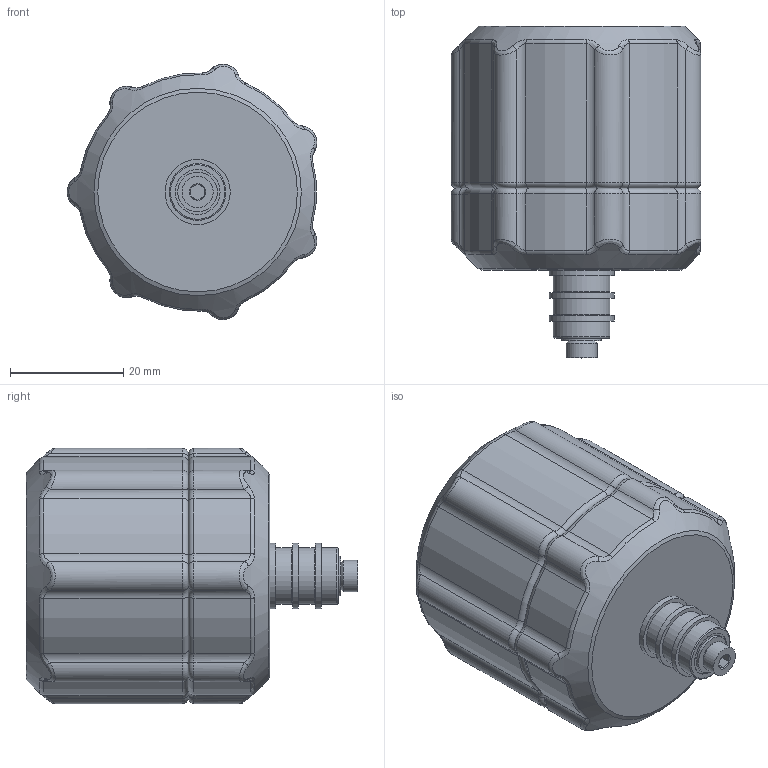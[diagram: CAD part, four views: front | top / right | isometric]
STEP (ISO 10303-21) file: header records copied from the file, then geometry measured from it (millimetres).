
FILE_DESCRIPTION(/* description */ ('STEP AP214'),/* implementation_level */ '2;1');
FILE_NAME(/* name */ 'F623_Bearing_Packer.step',/* time_stamp */ '2024-10-31T15:22:50Z',/* author */ (''),/* organization */ (''),/* preprocessor_version */ 'ST-DEVELOPER v20',/* originating_system */ 'Autodesk Translation Framework v13.20.0.188',/* authorisation */ '');
FILE_SCHEMA (('AUTOMOTIVE_DESIGN { 1 0 10303 214 3 1 1 }'));
Length unit declared in the file: millimetre
Products named in the file (10): Bearing packer V2; Bottem; Top; Hardware; F623 Bearing; F623 Bearing_1; F623 Bearing_2; M3 Shim Washer; (Unsaved); M3x30 SHCS
Assembly tree (9 placements, depth 4):
  Bearing packer V2
    Bottem
    Top
    Hardware
      F623 Bearing
        F623 Bearing_1
        F623 Bearing_2
      M3 Shim Washer
      (Unsaved)
      M3x30 SHCS
Bounding box: 44.02 x 58.5 x 45 mm (x, y, z)
Volume: 47537.8 mm3; surface area: 29239.2 mm2
Topology: 8 solids, 8 shells, 500 faces, 1263 edges, 796 vertices
Faces by surface type: cylinder 195, bspline 124, torus 79, plane 65, cone 37
Full cylindrical faces by diameter (mm): 2.9 x1, 3 x4, 3.2 x1, 3.4 x1, 4.1 x1, 4.25 x2, 4.7 x1, 5.4 x6, 5.5 x2, 7 x1, 7.9 x6, 10 x3, 10.2 x1, 11.5 x3, 15 x1, 24 x1, 29.6 x1, 30 x1, 34.435 x11, 35.235 x11, 36.6 x11, 37.4 x11
Entity records: 29977 total; most frequent: CARTESIAN_POINT 18449, ORIENTED_EDGE 2526, DIRECTION 2171, EDGE_CURVE 1263, AXIS2_PLACEMENT_3D 934, VERTEX_POINT 796, EDGE_LOOP 541, FACE_OUTER_BOUND 500
